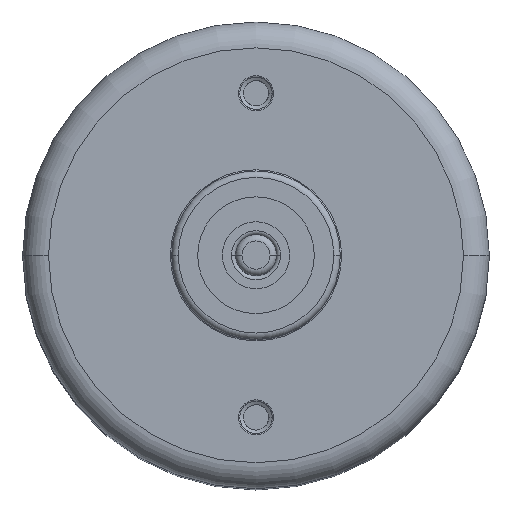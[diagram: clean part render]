
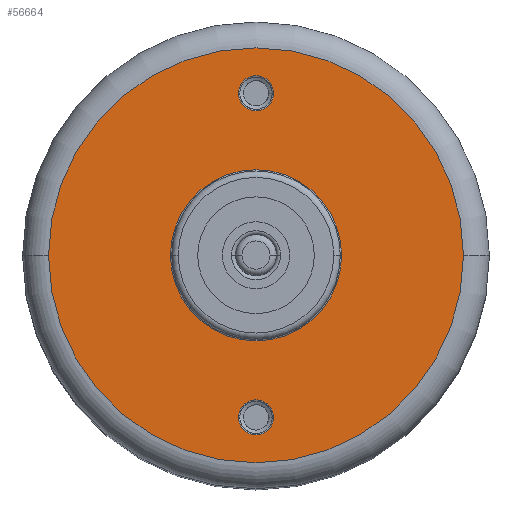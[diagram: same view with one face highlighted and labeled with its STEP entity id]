
A CAD part, top view. The second image highlights one B-rep face of the part: STEP entity #56664.
In plain terms, the highlighted face is planar.
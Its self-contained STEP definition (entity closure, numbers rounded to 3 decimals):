
#37 = FACE_BOUND ( 'NONE', #12238, .T. ) ;
#241 = DIRECTION ( 'NONE',  ( -1., 0., 0. ) ) ;
#966 = DIRECTION ( 'NONE',  ( 0., 0., 1. ) ) ;
#3616 = ORIENTED_EDGE ( 'NONE', *, *, #5404, .T. ) ;
#3619 = AXIS2_PLACEMENT_3D ( 'NONE', #48025, #241, #53601 ) ;
#5404 = EDGE_CURVE ( 'NONE', #29258, #50024, #50216, .T. ) ;
#6429 = CARTESIAN_POINT ( 'NONE',  ( 25., 12.5, 0. ) ) ;
#6664 = EDGE_CURVE ( 'NONE', #47009, #66676, #44889, .T. ) ;
#8657 = ORIENTED_EDGE ( 'NONE', *, *, #60498, .F. ) ;
#8683 = CARTESIAN_POINT ( 'NONE',  ( 25., -12.5, 0. ) ) ;
#8999 = ORIENTED_EDGE ( 'NONE', *, *, #6664, .T. ) ;
#10362 = CARTESIAN_POINT ( 'NONE',  ( 25., 12.5, -1.35 ) ) ;
#10653 = DIRECTION ( 'NONE',  ( -1., 0., 0. ) ) ;
#11225 = PLANE ( 'NONE',  #23058 ) ;
#12238 = EDGE_LOOP ( 'NONE', ( #40554, #8999 ) ) ;
#12285 = EDGE_LOOP ( 'NONE', ( #49548, #3616 ) ) ;
#12623 = EDGE_CURVE ( 'NONE', #66676, #47009, #52238, .T. ) ;
#12847 = ORIENTED_EDGE ( 'NONE', *, *, #18753, .T. ) ;
#14286 = CARTESIAN_POINT ( 'NONE',  ( 25., 0., 0. ) ) ;
#14291 = DIRECTION ( 'NONE',  ( 0., 0., 1. ) ) ;
#15567 = VERTEX_POINT ( 'NONE', #51123 ) ;
#16378 = DIRECTION ( 'NONE',  ( -1., 0., 0. ) ) ;
#16799 = FACE_OUTER_BOUND ( 'NONE', #25060, .T. ) ;
#18139 = CIRCLE ( 'NONE', #51541, 1.35 ) ;
#18753 = EDGE_CURVE ( 'NONE', #15567, #53823, #44947, .T. ) ;
#18812 = VERTEX_POINT ( 'NONE', #27149 ) ;
#19755 = ORIENTED_EDGE ( 'NONE', *, *, #41315, .F. ) ;
#21807 = CARTESIAN_POINT ( 'NONE',  ( 25., -12.5, -1.35 ) ) ;
#21814 = DIRECTION ( 'NONE',  ( 0., 0., 1. ) ) ;
#23058 = AXIS2_PLACEMENT_3D ( 'NONE', #63543, #47501, #58992 ) ;
#25060 = EDGE_LOOP ( 'NONE', ( #8657, #19755 ) ) ;
#25096 = DIRECTION ( 'NONE',  ( -1., 0., 0. ) ) ;
#25099 = EDGE_LOOP ( 'NONE', ( #12847, #56895 ) ) ;
#25176 = CARTESIAN_POINT ( 'NONE',  ( 25., 0., 0. ) ) ;
#25459 = CIRCLE ( 'NONE', #43286, 16. ) ;
#26430 = VERTEX_POINT ( 'NONE', #49309 ) ;
#27149 = CARTESIAN_POINT ( 'NONE',  ( 25., 0., 16. ) ) ;
#27509 = CARTESIAN_POINT ( 'NONE',  ( 25., 12.5, 0. ) ) ;
#27587 = FACE_BOUND ( 'NONE', #12285, .T. ) ;
#28574 = CIRCLE ( 'NONE', #67589, 1.35 ) ;
#29258 = VERTEX_POINT ( 'NONE', #10362 ) ;
#29690 = DIRECTION ( 'NONE',  ( -1., 0., 0. ) ) ;
#31363 = DIRECTION ( 'NONE',  ( 0., 0., 1. ) ) ;
#31854 = CARTESIAN_POINT ( 'NONE',  ( 25., 12.5, 1.35 ) ) ;
#39638 = DIRECTION ( 'NONE',  ( -1., 0., 0. ) ) ;
#40554 = ORIENTED_EDGE ( 'NONE', *, *, #12623, .T. ) ;
#41144 = AXIS2_PLACEMENT_3D ( 'NONE', #54987, #39638, #50083 ) ;
#41315 = EDGE_CURVE ( 'NONE', #26430, #18812, #54875, .T. ) ;
#41737 = EDGE_CURVE ( 'NONE', #53823, #15567, #18139, .T. ) ;
#43286 = AXIS2_PLACEMENT_3D ( 'NONE', #14286, #25096, #46350 ) ;
#43743 = AXIS2_PLACEMENT_3D ( 'NONE', #25176, #29690, #67378 ) ;
#44889 = CIRCLE ( 'NONE', #3619, 6.6 ) ;
#44947 = CIRCLE ( 'NONE', #53821, 1.35 ) ;
#46350 = DIRECTION ( 'NONE',  ( 0., 0., 1. ) ) ;
#46402 = CARTESIAN_POINT ( 'NONE',  ( 25., 0., -6.6 ) ) ;
#47009 = VERTEX_POINT ( 'NONE', #46402 ) ;
#47501 = DIRECTION ( 'NONE',  ( -1., 0., 0. ) ) ;
#47724 = DIRECTION ( 'NONE',  ( -1., 0., 0. ) ) ;
#48025 = CARTESIAN_POINT ( 'NONE',  ( 25., 0., 0. ) ) ;
#49309 = CARTESIAN_POINT ( 'NONE',  ( 25., 0., -16. ) ) ;
#49548 = ORIENTED_EDGE ( 'NONE', *, *, #58504, .T. ) ;
#50024 = VERTEX_POINT ( 'NONE', #31854 ) ;
#50083 = DIRECTION ( 'NONE',  ( 0., 0., 1. ) ) ;
#50216 = CIRCLE ( 'NONE', #54710, 1.35 ) ;
#51123 = CARTESIAN_POINT ( 'NONE',  ( 25., -12.5, 1.35 ) ) ;
#51541 = AXIS2_PLACEMENT_3D ( 'NONE', #8683, #61013, #14291 ) ;
#52238 = CIRCLE ( 'NONE', #41144, 6.6 ) ;
#52312 = CARTESIAN_POINT ( 'NONE',  ( 25., 0., 6.6 ) ) ;
#53601 = DIRECTION ( 'NONE',  ( 0., 0., 1. ) ) ;
#53821 = AXIS2_PLACEMENT_3D ( 'NONE', #63434, #47724, #966 ) ;
#53823 = VERTEX_POINT ( 'NONE', #21807 ) ;
#54104 = FACE_BOUND ( 'NONE', #25099, .T. ) ;
#54710 = AXIS2_PLACEMENT_3D ( 'NONE', #27509, #16378, #31363 ) ;
#54875 = CIRCLE ( 'NONE', #43743, 16. ) ;
#54987 = CARTESIAN_POINT ( 'NONE',  ( 25., 0., 0. ) ) ;
#56664 = ADVANCED_FACE ( 'NONE', ( #37, #54104, #27587, #16799 ), #11225, .F. ) ;
#56895 = ORIENTED_EDGE ( 'NONE', *, *, #41737, .T. ) ;
#58504 = EDGE_CURVE ( 'NONE', #50024, #29258, #28574, .T. ) ;
#58992 = DIRECTION ( 'NONE',  ( 0., 0., 1. ) ) ;
#60498 = EDGE_CURVE ( 'NONE', #18812, #26430, #25459, .T. ) ;
#61013 = DIRECTION ( 'NONE',  ( -1., 0., 0. ) ) ;
#63434 = CARTESIAN_POINT ( 'NONE',  ( 25., -12.5, 0. ) ) ;
#63543 = CARTESIAN_POINT ( 'NONE',  ( 25., 6.5, 0. ) ) ;
#66676 = VERTEX_POINT ( 'NONE', #52312 ) ;
#67378 = DIRECTION ( 'NONE',  ( 0., 0., 1. ) ) ;
#67589 = AXIS2_PLACEMENT_3D ( 'NONE', #6429, #10653, #21814 ) ;
